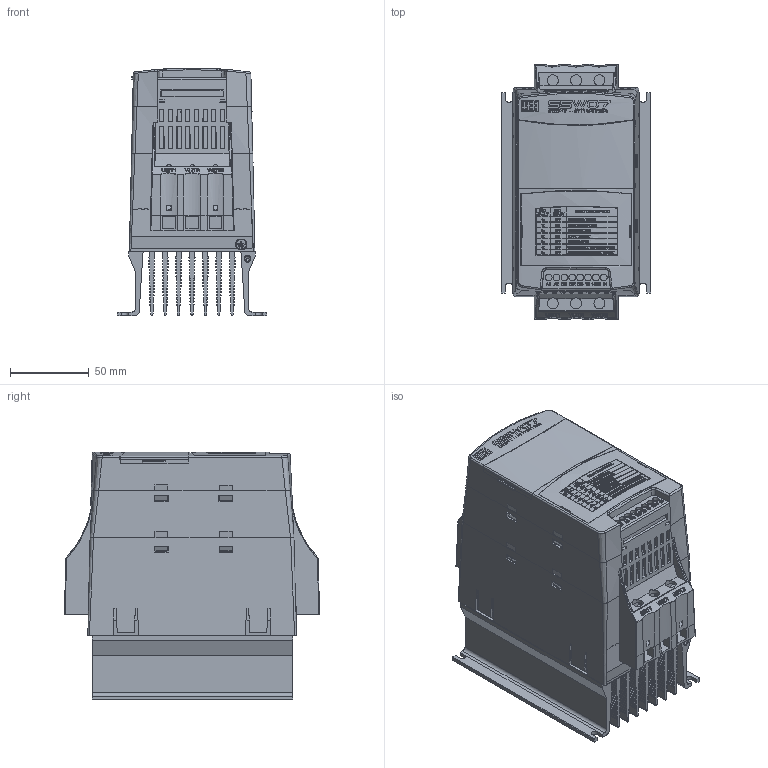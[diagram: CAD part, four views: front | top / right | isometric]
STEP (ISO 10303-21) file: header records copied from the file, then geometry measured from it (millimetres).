
FILE_DESCRIPTION (( 'STEP AP214' ), '1' );
FILE_NAME ('SSW07 MEC A mod 1 ext1 B3b Coord 1.STEP', '2019-10-08T12:24:29', ( '' ), ( '' ), 'SwSTEP 2.0', 'SolidWorks 2017', '' );
FILE_SCHEMA (( 'AUTOMOTIVE_DESIGN' ));
Products named in the file (1): SSW07 MEC A mod 1 ext1 B3b Coord 1
Bounding box: 95 x 162.04 x 157.31 mm (x, y, z)
Volume: 1248530.4 mm3; surface area: 273769.2 mm2
Topology: 1 solids, 1 shells, 5830 faces, 16738 edges, 11237 vertices
Faces by surface type: plane 3882, bspline 1066, cylinder 813, cone 69
Entity records: 243675 total; most frequent: CARTESIAN_POINT 101190, ORIENTED_EDGE 33472, DIRECTION 23242, EDGE_CURVE 16736, VERTEX_POINT 11237, VECTOR 10098, LINE 10098, AXIS2_PLACEMENT_3D 6572
